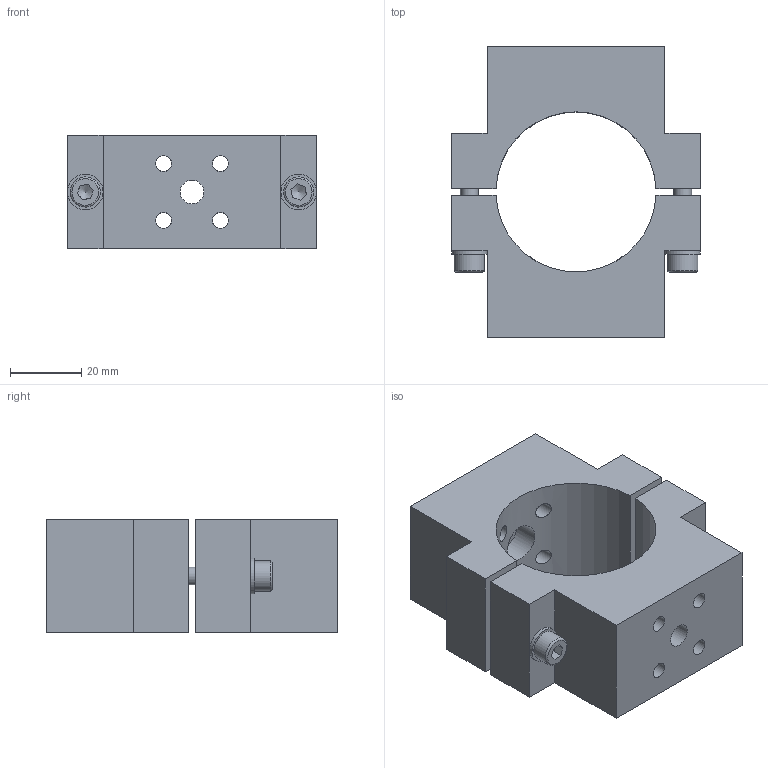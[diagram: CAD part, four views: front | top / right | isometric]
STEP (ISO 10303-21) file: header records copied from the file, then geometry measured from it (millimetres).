
FILE_DESCRIPTION(/* description */ ('Objektivhalter breit d45','CAx-IF Rec.Pracs.---Representation and Presentation of Product Manufacturing Information (PMI)---3.8---2014-02-18'),/* implementation_level */ '2;1');
FILE_NAME(/* name */ '190.162.000.26_Objektivhalter_breit_d45.stp',/* time_stamp */ '2022-12-21T11:09:54+01:00',/* author */ ('t.seeland'),/* organization */ ('Vision & Control'),/* preprocessor_version */ 'ST-DEVELOPER v16.5',/* originating_system */ 'Autodesk Inventor 2017',/* authorisation */ '');
FILE_SCHEMA (('AP242_MANAGED_MODEL_BASED_3D_ENGINEERING_MIM_LF { 1 0 10303 442 1 1 4 }'));
Length unit declared in the file: millimetre
Products named in the file (5): 190.162.000.26; 190.162.002.10; 190.162.001.10; DIN 912 - M5 x 30; DIN 125 - A 5.3
Assembly tree (6 placements, depth 2):
  190.162.000.26
    190.162.002.10
    190.162.001.10
    DIN 912 - M5 x 30  x2
    DIN 125 - A 5.3  x2
Bounding box: 70 x 82 x 32 mm (x, y, z)
Volume: 95729.1 mm3; surface area: 27299.7 mm2
Topology: 6 solids, 6 shells, 80 faces, 196 edges, 132 vertices
Faces by surface type: plane 46, cylinder 26, torus 4, cone 4
Full cylindrical faces by diameter (mm): 4.5 x10, 5 x2, 5.3 x2, 5.5 x2, 6.6 x2, 8.5 x2, 10 x2, 11 x2
Entity records: 2160 total; most frequent: CARTESIAN_POINT 630, DIRECTION 286, ORIENTED_EDGE 242, EDGE_CURVE 121, EDGE_LOOP 118, AXIS2_PLACEMENT_3D 109, VERTEX_POINT 95, LINE 68
